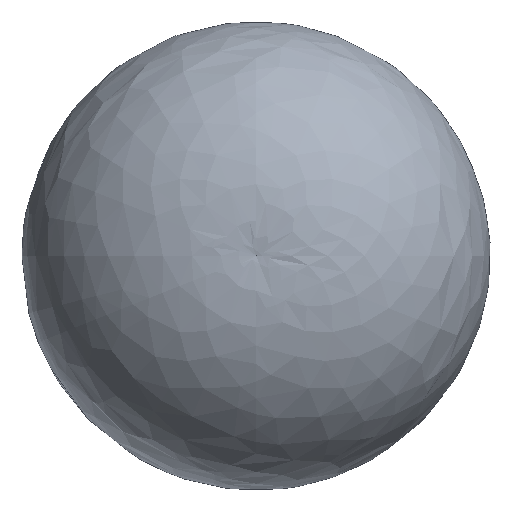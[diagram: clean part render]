
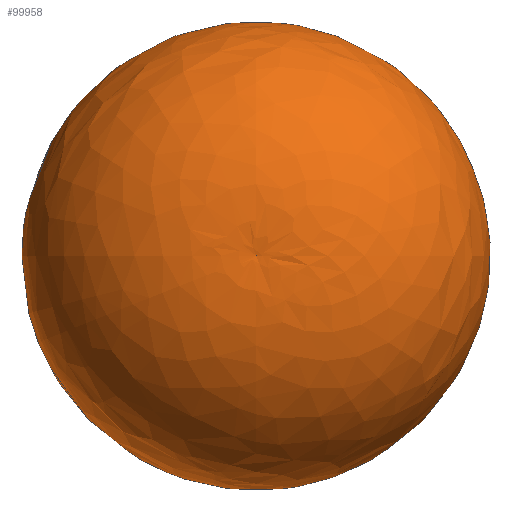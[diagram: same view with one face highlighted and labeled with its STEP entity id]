
A CAD part, top view. The second image highlights one B-rep face of the part: STEP entity #99958.
In plain terms, the highlighted free-form (B-spline) face has degree [2, 2] with [5, 9] control points.
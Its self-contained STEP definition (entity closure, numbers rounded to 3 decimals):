
#1063=(
BOUNDED_CURVE()
B_SPLINE_CURVE(2,(#295855,#295856,#295857,#295858,#295859),
 .UNSPECIFIED.,.F.,.F.)
B_SPLINE_CURVE_WITH_KNOTS((3,2,3),(-1.222,0.254,
1.729),.UNSPECIFIED.)
CURVE()
GEOMETRIC_REPRESENTATION_ITEM()
RATIONAL_B_SPLINE_CURVE((1.,0.74,1.,0.74,1.))
REPRESENTATION_ITEM('')
);
#2521=(
BOUNDED_SURFACE()
B_SPLINE_SURFACE(2,2,((#295809,#295810,#295811,#295812,#295813,#295814,
#295815,#295816,#295817),(#295818,#295819,#295820,#295821,#295822,#295823,
#295824,#295825,#295826),(#295827,#295828,#295829,#295830,#295831,#295832,
#295833,#295834,#295835),(#295836,#295837,#295838,#295839,#295840,#295841,
#295842,#295843,#295844),(#295845,#295846,#295847,#295848,#295849,#295850,
#295851,#295852,#295853)),.UNSPECIFIED.,.F.,.T.,.F.)
B_SPLINE_SURFACE_WITH_KNOTS((3,2,3),(3,2,2,2,3),(-1.729,-0.254,
1.222),(-3.142,-1.571,0.,1.571,
3.142),.UNSPECIFIED.)
GEOMETRIC_REPRESENTATION_ITEM()
RATIONAL_B_SPLINE_SURFACE(((1.,0.707,1.,0.707,1.,
0.707,1.,0.707,1.),(0.74,0.523,
0.74,0.523,0.74,0.523,
0.74,0.523,0.74),(1.,0.707,
1.,0.707,1.,0.707,1.,0.707,1.),(0.74,
0.523,0.74,0.523,0.74,
0.523,0.74,0.523,0.74),
(1.,0.707,1.,0.707,1.,0.707,1.,0.707,
1.)))
REPRESENTATION_ITEM('')
SURFACE()
);
#19635=FACE_OUTER_BOUND('',#26498,.T.);
#26498=EDGE_LOOP('',(#92298,#92299,#92300,#92301));
#42259=CIRCLE('',#110469,474.639);
#42260=CIRCLE('',#110470,474.639);
#50871=VERTEX_POINT('',#295802);
#50872=VERTEX_POINT('',#295806);
#50873=VERTEX_POINT('',#295854);
#64677=EDGE_CURVE('',#50871,#50872,#42259,.T.);
#64678=EDGE_CURVE('',#50872,#50871,#42260,.T.);
#64679=EDGE_CURVE('',#50871,#50873,#1063,.T.);
#92298=ORIENTED_EDGE('',*,*,#64678,.F.);
#92299=ORIENTED_EDGE('',*,*,#64677,.F.);
#92300=ORIENTED_EDGE('',*,*,#64679,.T.);
#92301=ORIENTED_EDGE('',*,*,#64679,.F.);
#99958=ADVANCED_FACE('',(#19635),#2521,.F.);
#110469=AXIS2_PLACEMENT_3D('',#295807,#136041,#136042);
#110470=AXIS2_PLACEMENT_3D('',#295808,#136043,#136044);
#136041=DIRECTION('center_axis',(-1.,0.,0.));
#136042=DIRECTION('ref_axis',(0.,0.,1.));
#136043=DIRECTION('center_axis',(-1.,0.,0.));
#136044=DIRECTION('ref_axis',(0.,0.,1.));
#295802=CARTESIAN_POINT('',(-891.939,150.,-474.639));
#295806=CARTESIAN_POINT('',(-891.939,-324.639,0.));
#295807=CARTESIAN_POINT('Origin',(-891.939,150.,0.));
#295808=CARTESIAN_POINT('Origin',(-891.939,150.,0.));
#295809=CARTESIAN_POINT('Ctrl Pts',(937.254,150.,0.));
#295810=CARTESIAN_POINT('Ctrl Pts',(937.254,150.,0.));
#295811=CARTESIAN_POINT('Ctrl Pts',(937.254,150.,0.));
#295812=CARTESIAN_POINT('Ctrl Pts',(937.254,150.,0.));
#295813=CARTESIAN_POINT('Ctrl Pts',(937.254,150.,0.));
#295814=CARTESIAN_POINT('Ctrl Pts',(937.254,150.,0.));
#295815=CARTESIAN_POINT('Ctrl Pts',(937.254,150.,0.));
#295816=CARTESIAN_POINT('Ctrl Pts',(937.254,150.,0.));
#295817=CARTESIAN_POINT('Ctrl Pts',(937.254,150.,0.));
#295818=CARTESIAN_POINT('Ctrl Pts',(1073.615,150.,-852.033));
#295819=CARTESIAN_POINT('Ctrl Pts',(1073.615,-702.033,
-852.033));
#295820=CARTESIAN_POINT('Ctrl Pts',(1073.615,-702.033,
0.));
#295821=CARTESIAN_POINT('Ctrl Pts',(1073.615,-702.033,
852.033));
#295822=CARTESIAN_POINT('Ctrl Pts',(1073.615,150.,852.033));
#295823=CARTESIAN_POINT('Ctrl Pts',(1073.615,1002.033,852.033));
#295824=CARTESIAN_POINT('Ctrl Pts',(1073.615,1002.033,0.));
#295825=CARTESIAN_POINT('Ctrl Pts',(1073.615,1002.033,-852.033));
#295826=CARTESIAN_POINT('Ctrl Pts',(1073.615,150.,-852.033));
#295827=CARTESIAN_POINT('Ctrl Pts',(238.399,150.,-1068.755));
#295828=CARTESIAN_POINT('Ctrl Pts',(238.399,-918.755,-1068.755));
#295829=CARTESIAN_POINT('Ctrl Pts',(238.399,-918.755,0.));
#295830=CARTESIAN_POINT('Ctrl Pts',(238.399,-918.755,1068.755));
#295831=CARTESIAN_POINT('Ctrl Pts',(238.399,150.,1068.755));
#295832=CARTESIAN_POINT('Ctrl Pts',(238.399,1218.755,1068.755));
#295833=CARTESIAN_POINT('Ctrl Pts',(238.399,1218.755,0.));
#295834=CARTESIAN_POINT('Ctrl Pts',(238.399,1218.755,-1068.755));
#295835=CARTESIAN_POINT('Ctrl Pts',(238.399,150.,-1068.755));
#295836=CARTESIAN_POINT('Ctrl Pts',(-596.818,150.,-1285.477));
#295837=CARTESIAN_POINT('Ctrl Pts',(-596.818,-1135.477,
-1285.477));
#295838=CARTESIAN_POINT('Ctrl Pts',(-596.818,-1135.477,
0.));
#295839=CARTESIAN_POINT('Ctrl Pts',(-596.818,-1135.477,
1285.477));
#295840=CARTESIAN_POINT('Ctrl Pts',(-596.818,150.,1285.477));
#295841=CARTESIAN_POINT('Ctrl Pts',(-596.818,1435.477,
1285.477));
#295842=CARTESIAN_POINT('Ctrl Pts',(-596.818,1435.477,
0.));
#295843=CARTESIAN_POINT('Ctrl Pts',(-596.818,1435.477,
-1285.477));
#295844=CARTESIAN_POINT('Ctrl Pts',(-596.818,150.,-1285.477));
#295845=CARTESIAN_POINT('Ctrl Pts',(-891.939,150.,-474.639));
#295846=CARTESIAN_POINT('Ctrl Pts',(-891.939,-324.639,
-474.639));
#295847=CARTESIAN_POINT('Ctrl Pts',(-891.939,-324.639,
0.));
#295848=CARTESIAN_POINT('Ctrl Pts',(-891.939,-324.639,
474.639));
#295849=CARTESIAN_POINT('Ctrl Pts',(-891.939,150.,474.639));
#295850=CARTESIAN_POINT('Ctrl Pts',(-891.939,624.639,474.639));
#295851=CARTESIAN_POINT('Ctrl Pts',(-891.939,624.639,0.));
#295852=CARTESIAN_POINT('Ctrl Pts',(-891.939,624.639,-474.639));
#295853=CARTESIAN_POINT('Ctrl Pts',(-891.939,150.,-474.639));
#295854=CARTESIAN_POINT('',(937.254,150.,0.));
#295855=CARTESIAN_POINT('Ctrl Pts',(-891.939,150.,-474.639));
#295856=CARTESIAN_POINT('Ctrl Pts',(-596.818,150.,-1285.477));
#295857=CARTESIAN_POINT('Ctrl Pts',(238.399,150.,-1068.755));
#295858=CARTESIAN_POINT('Ctrl Pts',(1073.615,150.,-852.033));
#295859=CARTESIAN_POINT('Ctrl Pts',(937.254,150.,0.));
